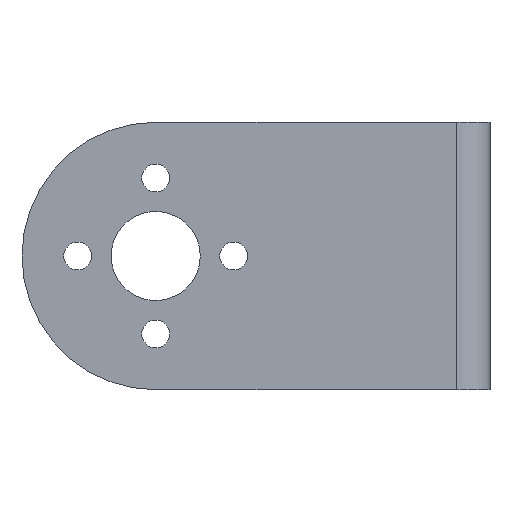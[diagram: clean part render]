
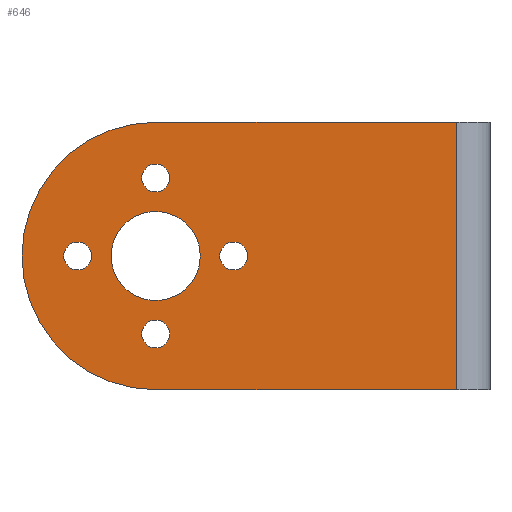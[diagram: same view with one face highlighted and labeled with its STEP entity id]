
A CAD part, left-side view. The second image highlights one B-rep face of the part: STEP entity #646.
In plain terms, the highlighted planar face has unit normal (-1, 0, 0).
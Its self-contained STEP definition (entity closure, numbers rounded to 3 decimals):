
#51=FACE_BOUND('',#122,.T.);
#52=FACE_BOUND('',#123,.T.);
#53=FACE_BOUND('',#124,.T.);
#54=FACE_BOUND('',#125,.T.);
#55=FACE_BOUND('',#126,.T.);
#69=FACE_OUTER_BOUND('',#121,.T.);
#121=EDGE_LOOP('',(#476,#477,#478,#479));
#122=EDGE_LOOP('',(#480));
#123=EDGE_LOOP('',(#481));
#124=EDGE_LOOP('',(#482));
#125=EDGE_LOOP('',(#483));
#126=EDGE_LOOP('',(#484));
#188=CIRCLE('',#716,12.);
#189=CIRCLE('',#717,1.25);
#190=CIRCLE('',#718,1.25);
#191=CIRCLE('',#719,1.25);
#192=CIRCLE('',#720,1.25);
#193=CIRCLE('',#721,4.);
#221=LINE('',#1043,#268);
#222=LINE('',#1045,#269);
#223=LINE('',#1046,#270);
#268=VECTOR('',#830,27.);
#269=VECTOR('',#831,24.);
#270=VECTOR('',#832,27.);
#333=VERTEX_POINT('',#1039);
#334=VERTEX_POINT('',#1040);
#335=VERTEX_POINT('',#1042);
#336=VERTEX_POINT('',#1044);
#337=VERTEX_POINT('',#1047);
#338=VERTEX_POINT('',#1049);
#339=VERTEX_POINT('',#1051);
#340=VERTEX_POINT('',#1053);
#341=VERTEX_POINT('',#1055);
#387=EDGE_CURVE('',#333,#334,#188,.F.);
#388=EDGE_CURVE('',#334,#335,#221,.T.);
#389=EDGE_CURVE('',#336,#335,#222,.T.);
#390=EDGE_CURVE('',#333,#336,#223,.T.);
#391=EDGE_CURVE('',#337,#337,#189,.T.);
#392=EDGE_CURVE('',#338,#338,#190,.T.);
#393=EDGE_CURVE('',#339,#339,#191,.T.);
#394=EDGE_CURVE('',#340,#340,#192,.T.);
#395=EDGE_CURVE('',#341,#341,#193,.T.);
#476=ORIENTED_EDGE('',*,*,#387,.T.);
#477=ORIENTED_EDGE('',*,*,#388,.T.);
#478=ORIENTED_EDGE('',*,*,#389,.F.);
#479=ORIENTED_EDGE('',*,*,#390,.F.);
#480=ORIENTED_EDGE('',*,*,#391,.T.);
#481=ORIENTED_EDGE('',*,*,#392,.T.);
#482=ORIENTED_EDGE('',*,*,#393,.T.);
#483=ORIENTED_EDGE('',*,*,#394,.T.);
#484=ORIENTED_EDGE('',*,*,#395,.T.);
#630=PLANE('',#715);
#646=ADVANCED_FACE('',(#69,#51,#52,#53,#54,#55),#630,.F.);
#715=AXIS2_PLACEMENT_3D('',#1038,#826,#827);
#716=AXIS2_PLACEMENT_3D('',#1041,#828,#829);
#717=AXIS2_PLACEMENT_3D('',#1048,#833,#834);
#718=AXIS2_PLACEMENT_3D('',#1050,#835,#836);
#719=AXIS2_PLACEMENT_3D('',#1052,#837,#838);
#720=AXIS2_PLACEMENT_3D('',#1054,#839,#840);
#721=AXIS2_PLACEMENT_3D('',#1056,#841,#842);
#826=DIRECTION('center_axis',(1.,0.,0.));
#827=DIRECTION('ref_axis',(0.,0.,-1.));
#828=DIRECTION('center_axis',(1.,0.,0.));
#829=DIRECTION('ref_axis',(0.,1.,0.));
#830=DIRECTION('',(0.,-1.,0.));
#831=DIRECTION('',(0.,0.,-1.));
#832=DIRECTION('',(0.,-1.,0.));
#833=DIRECTION('center_axis',(1.,0.,0.));
#834=DIRECTION('ref_axis',(0.,0.,-1.));
#835=DIRECTION('center_axis',(1.,0.,0.));
#836=DIRECTION('ref_axis',(0.,0.,-1.));
#837=DIRECTION('center_axis',(1.,0.,0.));
#838=DIRECTION('ref_axis',(0.,0.,-1.));
#839=DIRECTION('center_axis',(1.,0.,0.));
#840=DIRECTION('ref_axis',(0.,0.,-1.));
#841=DIRECTION('center_axis',(1.,0.,0.));
#842=DIRECTION('ref_axis',(0.,0.,-1.));
#1038=CARTESIAN_POINT('Origin',(-28.,42.,12.));
#1039=CARTESIAN_POINT('',(-28.,30.,12.));
#1040=CARTESIAN_POINT('',(-28.,30.,-12.));
#1041=CARTESIAN_POINT('Origin',(-28.,30.,0.));
#1042=CARTESIAN_POINT('',(-28.,3.,-12.));
#1043=CARTESIAN_POINT('',(-28.,30.,-12.));
#1044=CARTESIAN_POINT('',(-28.,3.,12.));
#1045=CARTESIAN_POINT('',(-28.,3.,12.));
#1046=CARTESIAN_POINT('',(-28.,30.,12.));
#1047=CARTESIAN_POINT('',(-28.,37.,1.25));
#1048=CARTESIAN_POINT('Origin',(-28.,37.,0.));
#1049=CARTESIAN_POINT('',(-28.,30.,-5.75));
#1050=CARTESIAN_POINT('Origin',(-28.,30.,-7.));
#1051=CARTESIAN_POINT('',(-28.,23.,1.25));
#1052=CARTESIAN_POINT('Origin',(-28.,23.,0.));
#1053=CARTESIAN_POINT('',(-28.,30.,8.25));
#1054=CARTESIAN_POINT('Origin',(-28.,30.,7.));
#1055=CARTESIAN_POINT('',(-28.,30.,4.));
#1056=CARTESIAN_POINT('Origin',(-28.,30.,0.));
